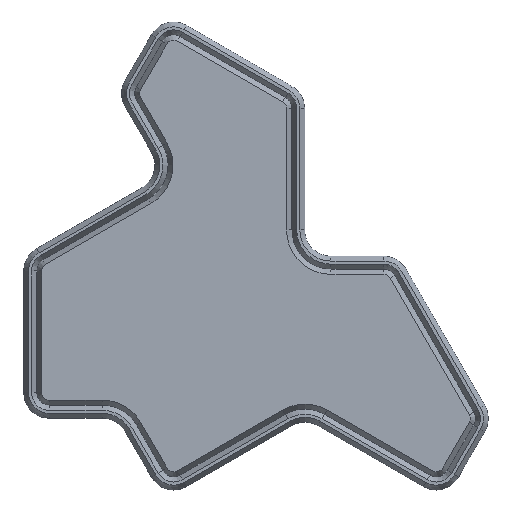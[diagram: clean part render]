
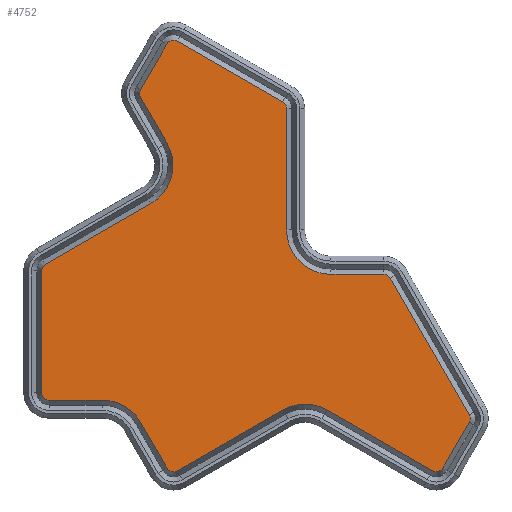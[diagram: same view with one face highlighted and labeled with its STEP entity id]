
A CAD part, top view. The second image highlights one B-rep face of the part: STEP entity #4752.
In plain terms, the highlighted planar face has unit normal (0, 0, 1).
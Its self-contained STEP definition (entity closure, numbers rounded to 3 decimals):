
#214=PLANE('',#5255);
#500=FACE_OUTER_BOUND('',#794,.T.);
#794=EDGE_LOOP('',(#4305,#4306,#4307,#4308,#4309,#4310,#4311,#4312,#4313,
#4314,#4315,#4316,#4317,#4318,#4319,#4320,#4321,#4322,#4323,#4324,#4325,
#4326,#4327,#4328,#4329,#4330));
#984=CIRCLE('',#5212,2.361);
#985=CIRCLE('',#5215,13.639);
#986=CIRCLE('',#5218,2.361);
#987=CIRCLE('',#5221,13.639);
#988=CIRCLE('',#5224,2.361);
#989=CIRCLE('',#5227,2.361);
#990=CIRCLE('',#5230,2.361);
#992=CIRCLE('',#5234,13.639);
#994=CIRCLE('',#5238,2.361);
#996=CIRCLE('',#5242,2.361);
#998=CIRCLE('',#5246,2.361);
#1000=CIRCLE('',#5250,13.639);
#1002=CIRCLE('',#5254,2.361);
#1426=LINE('',#7933,#1907);
#1430=LINE('',#7942,#1911);
#1433=LINE('',#7950,#1914);
#1436=LINE('',#7958,#1917);
#1439=LINE('',#7966,#1920);
#1442=LINE('',#7974,#1923);
#1445=LINE('',#7982,#1926);
#1449=LINE('',#7994,#1930);
#1453=LINE('',#8006,#1934);
#1457=LINE('',#8018,#1938);
#1461=LINE('',#8030,#1942);
#1465=LINE('',#8042,#1946);
#1469=LINE('',#8054,#1950);
#1907=VECTOR('',#6552,10.);
#1911=VECTOR('',#6562,10.);
#1914=VECTOR('',#6571,10.);
#1917=VECTOR('',#6580,10.);
#1920=VECTOR('',#6589,10.);
#1923=VECTOR('',#6598,10.);
#1926=VECTOR('',#6607,10.);
#1930=VECTOR('',#6619,10.);
#1934=VECTOR('',#6631,10.);
#1938=VECTOR('',#6643,10.);
#1942=VECTOR('',#6655,10.);
#1946=VECTOR('',#6667,10.);
#1950=VECTOR('',#6679,10.);
#2317=VERTEX_POINT('',#7931);
#2318=VERTEX_POINT('',#7932);
#2319=VERTEX_POINT('',#7937);
#2320=VERTEX_POINT('',#7941);
#2321=VERTEX_POINT('',#7945);
#2322=VERTEX_POINT('',#7949);
#2323=VERTEX_POINT('',#7953);
#2324=VERTEX_POINT('',#7957);
#2325=VERTEX_POINT('',#7961);
#2326=VERTEX_POINT('',#7965);
#2327=VERTEX_POINT('',#7969);
#2328=VERTEX_POINT('',#7973);
#2329=VERTEX_POINT('',#7977);
#2330=VERTEX_POINT('',#7981);
#2332=VERTEX_POINT('',#7987);
#2334=VERTEX_POINT('',#7993);
#2336=VERTEX_POINT('',#7999);
#2338=VERTEX_POINT('',#8005);
#2340=VERTEX_POINT('',#8011);
#2342=VERTEX_POINT('',#8017);
#2344=VERTEX_POINT('',#8023);
#2346=VERTEX_POINT('',#8029);
#2348=VERTEX_POINT('',#8035);
#2350=VERTEX_POINT('',#8041);
#2352=VERTEX_POINT('',#8047);
#2354=VERTEX_POINT('',#8053);
#2954=EDGE_CURVE('',#2317,#2318,#1426,.T.);
#2957=EDGE_CURVE('',#2318,#2319,#984,.T.);
#2959=EDGE_CURVE('',#2319,#2320,#1430,.T.);
#2961=EDGE_CURVE('',#2320,#2321,#985,.T.);
#2963=EDGE_CURVE('',#2321,#2322,#1433,.T.);
#2965=EDGE_CURVE('',#2322,#2323,#986,.T.);
#2967=EDGE_CURVE('',#2323,#2324,#1436,.T.);
#2969=EDGE_CURVE('',#2324,#2325,#987,.T.);
#2971=EDGE_CURVE('',#2325,#2326,#1439,.T.);
#2973=EDGE_CURVE('',#2326,#2327,#988,.T.);
#2975=EDGE_CURVE('',#2327,#2328,#1442,.T.);
#2977=EDGE_CURVE('',#2328,#2329,#989,.T.);
#2979=EDGE_CURVE('',#2329,#2330,#1445,.T.);
#2982=EDGE_CURVE('',#2330,#2332,#990,.T.);
#2985=EDGE_CURVE('',#2332,#2334,#1449,.T.);
#2988=EDGE_CURVE('',#2334,#2336,#992,.T.);
#2991=EDGE_CURVE('',#2336,#2338,#1453,.T.);
#2994=EDGE_CURVE('',#2338,#2340,#994,.T.);
#2997=EDGE_CURVE('',#2340,#2342,#1457,.T.);
#3000=EDGE_CURVE('',#2342,#2344,#996,.T.);
#3003=EDGE_CURVE('',#2344,#2346,#1461,.T.);
#3006=EDGE_CURVE('',#2346,#2348,#998,.T.);
#3009=EDGE_CURVE('',#2348,#2350,#1465,.T.);
#3012=EDGE_CURVE('',#2350,#2352,#1000,.T.);
#3015=EDGE_CURVE('',#2352,#2354,#1469,.T.);
#3018=EDGE_CURVE('',#2354,#2317,#1002,.T.);
#4305=ORIENTED_EDGE('',*,*,#2954,.T.);
#4306=ORIENTED_EDGE('',*,*,#2957,.T.);
#4307=ORIENTED_EDGE('',*,*,#2959,.T.);
#4308=ORIENTED_EDGE('',*,*,#2961,.T.);
#4309=ORIENTED_EDGE('',*,*,#2963,.T.);
#4310=ORIENTED_EDGE('',*,*,#2965,.T.);
#4311=ORIENTED_EDGE('',*,*,#2967,.T.);
#4312=ORIENTED_EDGE('',*,*,#2969,.T.);
#4313=ORIENTED_EDGE('',*,*,#2971,.T.);
#4314=ORIENTED_EDGE('',*,*,#2973,.T.);
#4315=ORIENTED_EDGE('',*,*,#2975,.T.);
#4316=ORIENTED_EDGE('',*,*,#2977,.T.);
#4317=ORIENTED_EDGE('',*,*,#2979,.T.);
#4318=ORIENTED_EDGE('',*,*,#2982,.T.);
#4319=ORIENTED_EDGE('',*,*,#2985,.T.);
#4320=ORIENTED_EDGE('',*,*,#2988,.T.);
#4321=ORIENTED_EDGE('',*,*,#2991,.T.);
#4322=ORIENTED_EDGE('',*,*,#2994,.T.);
#4323=ORIENTED_EDGE('',*,*,#2997,.T.);
#4324=ORIENTED_EDGE('',*,*,#3000,.T.);
#4325=ORIENTED_EDGE('',*,*,#3003,.T.);
#4326=ORIENTED_EDGE('',*,*,#3006,.T.);
#4327=ORIENTED_EDGE('',*,*,#3009,.T.);
#4328=ORIENTED_EDGE('',*,*,#3012,.T.);
#4329=ORIENTED_EDGE('',*,*,#3015,.T.);
#4330=ORIENTED_EDGE('',*,*,#3018,.T.);
#4752=ADVANCED_FACE('',(#500),#214,.T.);
#5212=AXIS2_PLACEMENT_3D('',#7938,#6557,#6558);
#5215=AXIS2_PLACEMENT_3D('',#7946,#6566,#6567);
#5218=AXIS2_PLACEMENT_3D('',#7954,#6575,#6576);
#5221=AXIS2_PLACEMENT_3D('',#7962,#6584,#6585);
#5224=AXIS2_PLACEMENT_3D('',#7970,#6593,#6594);
#5227=AXIS2_PLACEMENT_3D('',#7978,#6602,#6603);
#5230=AXIS2_PLACEMENT_3D('',#7988,#6612,#6613);
#5234=AXIS2_PLACEMENT_3D('',#8000,#6624,#6625);
#5238=AXIS2_PLACEMENT_3D('',#8012,#6636,#6637);
#5242=AXIS2_PLACEMENT_3D('',#8024,#6648,#6649);
#5246=AXIS2_PLACEMENT_3D('',#8036,#6660,#6661);
#5250=AXIS2_PLACEMENT_3D('',#8048,#6672,#6673);
#5254=AXIS2_PLACEMENT_3D('',#8058,#6684,#6685);
#5255=AXIS2_PLACEMENT_3D('',#8059,#6686,#6687);
#6552=DIRECTION('',(0.,-1.,0.));
#6557=DIRECTION('center_axis',(0.,0.,1.));
#6558=DIRECTION('ref_axis',(-1.,0.,0.));
#6562=DIRECTION('',(1.,0.,0.));
#6566=DIRECTION('center_axis',(0.,0.,-1.));
#6567=DIRECTION('ref_axis',(0.866,0.5,0.));
#6571=DIRECTION('',(0.5,-0.866,0.));
#6575=DIRECTION('center_axis',(0.,0.,1.));
#6576=DIRECTION('ref_axis',(-0.866,-0.5,0.));
#6580=DIRECTION('',(0.866,0.5,0.));
#6584=DIRECTION('center_axis',(0.,0.,-1.));
#6585=DIRECTION('ref_axis',(0.5,0.866,0.));
#6589=DIRECTION('',(0.866,-0.5,0.));
#6593=DIRECTION('center_axis',(0.,0.,1.));
#6594=DIRECTION('ref_axis',(-0.5,-0.866,0.));
#6598=DIRECTION('',(0.5,0.866,0.));
#6602=DIRECTION('center_axis',(0.,0.,1.));
#6603=DIRECTION('ref_axis',(0.866,-0.5,0.));
#6607=DIRECTION('',(-0.5,0.866,0.));
#6612=DIRECTION('center_axis',(0.,0.,1.));
#6613=DIRECTION('ref_axis',(0.866,0.5,0.));
#6619=DIRECTION('',(-1.,0.,0.));
#6624=DIRECTION('center_axis',(0.,0.,-1.));
#6625=DIRECTION('ref_axis',(-1.,0.,0.));
#6631=DIRECTION('',(0.,1.,0.));
#6636=DIRECTION('center_axis',(0.,0.,1.));
#6637=DIRECTION('ref_axis',(1.,0.,0.));
#6643=DIRECTION('',(-0.866,0.5,0.));
#6648=DIRECTION('center_axis',(0.,0.,1.));
#6649=DIRECTION('ref_axis',(0.5,0.866,0.));
#6655=DIRECTION('',(-0.5,-0.866,0.));
#6660=DIRECTION('center_axis',(0.,0.,1.));
#6661=DIRECTION('ref_axis',(-0.866,0.5,0.));
#6667=DIRECTION('',(0.5,-0.866,0.));
#6672=DIRECTION('center_axis',(0.,0.,-1.));
#6673=DIRECTION('ref_axis',(0.5,-0.866,0.));
#6679=DIRECTION('',(-0.866,-0.5,0.));
#6684=DIRECTION('center_axis',(0.,0.,1.));
#6685=DIRECTION('ref_axis',(-0.5,0.866,0.));
#6686=DIRECTION('center_axis',(0.,0.,1.));
#6687=DIRECTION('ref_axis',(-1.,0.,0.));
#7931=CARTESIAN_POINT('',(7.081,45.381,8.8));
#7932=CARTESIAN_POINT('',(7.081,8.,8.8));
#7933=CARTESIAN_POINT('',(7.081,29.,8.8));
#7937=CARTESIAN_POINT('',(9.443,5.639,8.8));
#7938=CARTESIAN_POINT('Origin',(9.443,8.,8.8));
#7941=CARTESIAN_POINT('',(25.691,5.639,8.8));
#7942=CARTESIAN_POINT('',(49.342,5.639,8.8));
#7945=CARTESIAN_POINT('',(37.503,-1.181,8.8));
#7946=CARTESIAN_POINT('Origin',(25.691,-8.,8.8));
#7949=CARTESIAN_POINT('',(45.627,-15.252,8.8));
#7950=CARTESIAN_POINT('',(34.92,3.292,8.8));
#7953=CARTESIAN_POINT('',(48.853,-16.117,8.8));
#7954=CARTESIAN_POINT('Origin',(47.672,-14.072,8.8));
#7957=CARTESIAN_POINT('',(81.226,2.574,8.8));
#7958=CARTESIAN_POINT('',(88.406,6.72,8.8));
#7961=CARTESIAN_POINT('',(94.864,2.574,8.8));
#7962=CARTESIAN_POINT('Origin',(88.045,-9.238,8.8));
#7965=CARTESIAN_POINT('',(127.238,-16.117,8.8));
#7966=CARTESIAN_POINT('',(92.581,3.892,8.8));
#7969=CARTESIAN_POINT('',(130.463,-15.252,8.8));
#7970=CARTESIAN_POINT('Origin',(128.418,-14.072,8.8));
#7973=CARTESIAN_POINT('',(138.587,-1.181,8.8));
#7974=CARTESIAN_POINT('',(141.469,3.81,8.8));
#7977=CARTESIAN_POINT('',(138.587,1.181,8.8));
#7978=CARTESIAN_POINT('Origin',(136.543,0.,8.8));
#7981=CARTESIAN_POINT('',(114.339,43.181,8.8));
#7982=CARTESIAN_POINT('',(107.694,54.69,8.8));
#7987=CARTESIAN_POINT('',(112.294,44.361,8.8));
#7988=CARTESIAN_POINT('Origin',(112.294,42.,8.8));
#7993=CARTESIAN_POINT('',(96.045,44.361,8.8));
#7994=CARTESIAN_POINT('',(84.519,44.361,8.8));
#7999=CARTESIAN_POINT('',(82.406,58.,8.8));
#8000=CARTESIAN_POINT('Origin',(96.045,58.,8.8));
#8005=CARTESIAN_POINT('',(82.406,95.381,8.8));
#8006=CARTESIAN_POINT('',(82.406,72.691,8.8));
#8011=CARTESIAN_POINT('',(81.226,97.426,8.8));
#8012=CARTESIAN_POINT('Origin',(80.045,95.381,8.8));
#8017=CARTESIAN_POINT('',(48.853,116.117,8.8));
#8018=CARTESIAN_POINT('',(72.22,102.626,8.8));
#8023=CARTESIAN_POINT('',(45.627,115.252,8.8));
#8024=CARTESIAN_POINT('Origin',(47.672,114.072,8.8));
#8029=CARTESIAN_POINT('',(37.503,101.181,8.8));
#8030=CARTESIAN_POINT('',(30.858,89.672,8.8));
#8035=CARTESIAN_POINT('',(37.503,98.819,8.8));
#8036=CARTESIAN_POINT('Origin',(39.548,100.,8.8));
#8041=CARTESIAN_POINT('',(45.627,84.748,8.8));
#8042=CARTESIAN_POINT('',(56.571,65.792,8.8));
#8047=CARTESIAN_POINT('',(40.635,66.117,8.8));
#8048=CARTESIAN_POINT('Origin',(33.816,77.928,8.8));
#8053=CARTESIAN_POINT('',(8.262,47.426,8.8));
#8054=CARTESIAN_POINT('',(33.093,61.762,8.8));
#8058=CARTESIAN_POINT('Origin',(9.443,45.381,8.8));
#8059=CARTESIAN_POINT('Origin',(72.993,50.,8.8));
